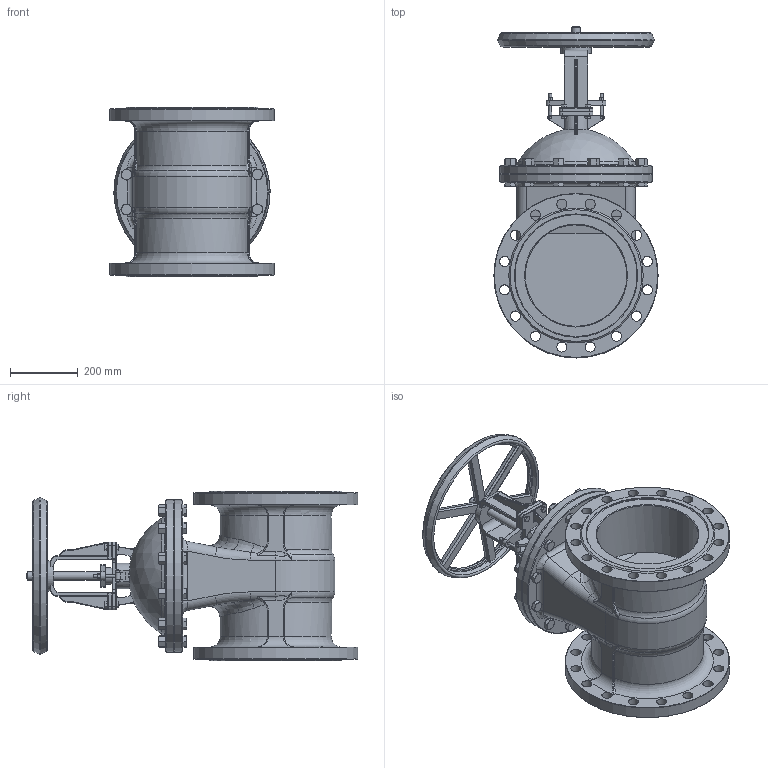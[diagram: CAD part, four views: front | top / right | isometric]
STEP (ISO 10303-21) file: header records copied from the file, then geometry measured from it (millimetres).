
FILE_DESCRIPTION(/* description */ (''),/* implementation_level */ '2;1');
FILE_NAME(/* name */ 'DN300_3D_STEP.stp',/* time_stamp */ '2025-09-20T01:30:21+03:00',/* author */ ('igorr'),/* organization */ (''),/* preprocessor_version */ 'ST-DEVELOPER v20',/* originating_system */ 'Autodesk Inventor 2025',/* authorisation */ '');
FILE_SCHEMA (('AUTOMOTIVE_DESIGN { 1 0 10303 214 3 1 1 }'));
Length unit declared in the file: millimetre
Products named in the file (8): Сборка; Деталь1; Деталь2; AS 1110 - M10 x 35; ANSI B18.2.4.2M - M10x1,5; ANSI B18.2.4.2M - M8x1,25; ANSI B18.2.4.2M - M20x2,5; AS 1110 - M20 x 70
Assembly tree (36 placements, depth 2):
  Сборка
    Деталь1
    Деталь2
    AS 1110 - M10 x 35  x4
    ANSI B18.2.4.2M - M10x1,5  x4
    ANSI B18.2.4.2M - M8x1,25  x2
    ANSI B18.2.4.2M - M20x2,5  x12
    AS 1110 - M20 x 70  x12
Bounding box: 485 x 979.75 x 500 mm (x, y, z)
Volume: 52528959.6 mm3; surface area: 2686983 mm2
Topology: 40 solids, 40 shells, 1461 faces, 3495 edges, 2138 vertices
Faces by surface type: plane 616, cone 324, cylinder 307, bspline 120, torus 89, sphere 5
Full cylindrical faces by diameter (mm): 6.647 x2, 7 x4, 8 x4, 8.376 x4, 10 x4, 12 x12, 15 x2, 16 x4, 17.294 x12, 20 x36, 25 x2, 27.9 x12, 30 x46, 50 x3, 60 x2, 75 x1, 89.009 x1, 300 x2, 350 x1, 364 x2, 450 x2, 485 x2
Entity records: 33041 total; most frequent: CARTESIAN_POINT 12079, ORIENTED_EDGE 4236, DIRECTION 4044, EDGE_CURVE 2118, AXIS2_PLACEMENT_3D 1623, VERTEX_POINT 1326, EDGE_LOOP 992, FACE_OUTER_BOUND 824
